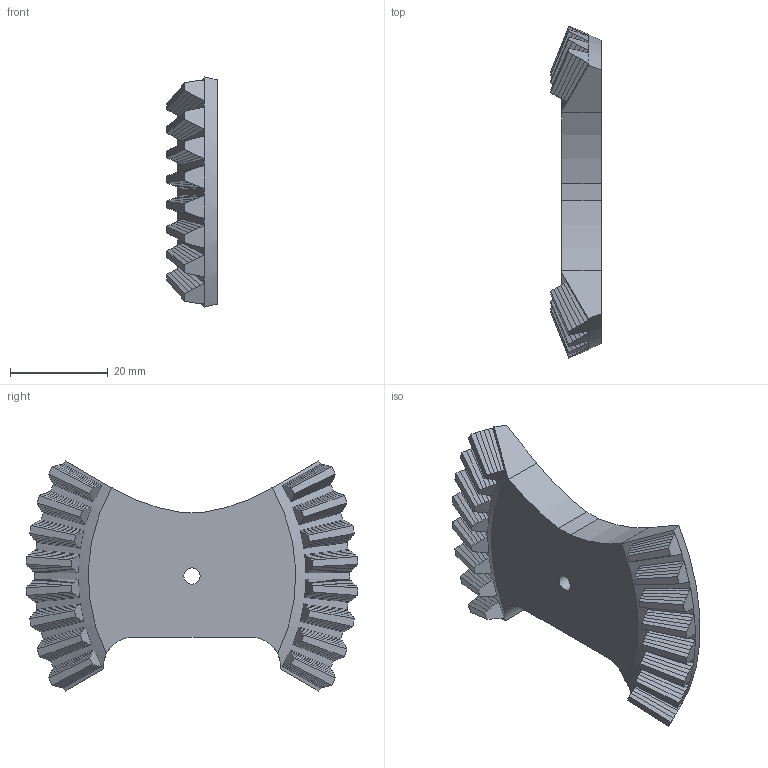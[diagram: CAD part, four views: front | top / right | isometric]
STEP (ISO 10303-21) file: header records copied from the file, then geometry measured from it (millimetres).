
FILE_DESCRIPTION(/* description */ (''),/* implementation_level */ '2;1');
FILE_NAME(/* name */ 'Large_bevel_gear.step',/* time_stamp */ '2024-07-02T21:21:25+02:00',/* author */ (''),/* organization */ (''),/* preprocessor_version */ 'ST-DEVELOPER v20',/* originating_system */ 'Autodesk Translation Framework v13.14.0.145',/* authorisation */ '');
FILE_SCHEMA (('AUTOMOTIVE_DESIGN { 1 0 10303 214 3 1 1 }'));
Length unit declared in the file: millimetre
Products named in the file (1): Large_bevel_gear
Bounding box: 10.34 x 67.82 x 47 mm (x, y, z)
Volume: 15734.9 mm3; surface area: 6622 mm2
Topology: 1 solids, 1 shells, 260 faces, 758 edges, 500 vertices
Faces by surface type: plane 250, cylinder 5, cone 5
Full cylindrical faces by diameter (mm): 3.3 x1
Entity records: 8494 total; most frequent: CARTESIAN_POINT 1565, ORIENTED_EDGE 1516, DIRECTION 1328, EDGE_CURVE 758, LINE 670, VECTOR 670, VERTEX_POINT 500, AXIS2_PLACEMENT_3D 329
